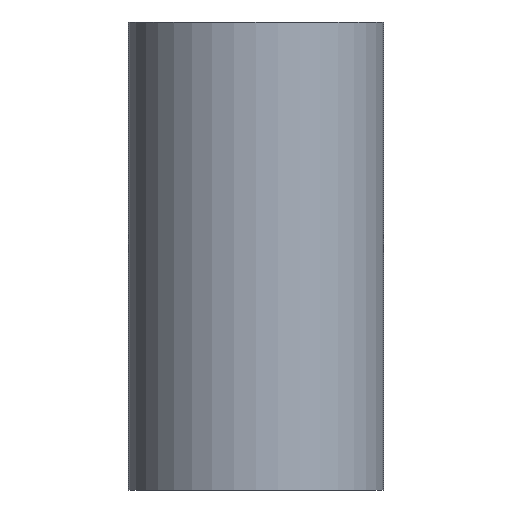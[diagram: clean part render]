
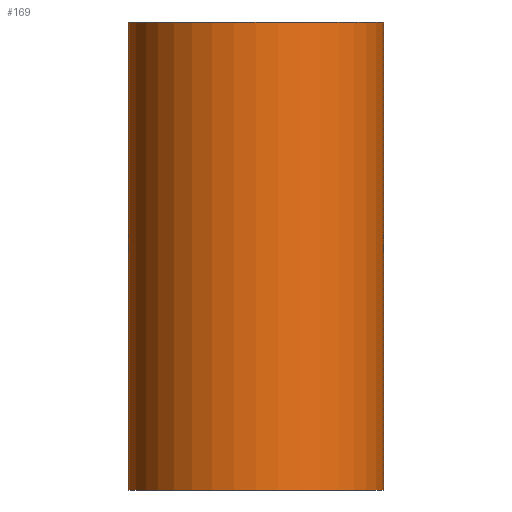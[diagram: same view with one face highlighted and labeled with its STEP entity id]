
A CAD part, left-side view. The second image highlights one B-rep face of the part: STEP entity #169.
In plain terms, the highlighted cylindrical face has radius 66.5 mm (diameter 133 mm), a full revolution.
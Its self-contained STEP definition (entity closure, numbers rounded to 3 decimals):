
#22=FACE_BOUND($,#58,.T.);
#23=FACE_BOUND($,#59,.T.);
#38=B_SPLINE_CURVE_WITH_KNOTS($,3,(#343,#344,#345,#346,#347,#348,#349,#350,
#351,#352,#353,#354,#355,#356,#357,#358,#359,#360),.UNSPECIFIED.,.F.,.F.,
(4,2,2,2,2,2,2,2,4),(17.709,18.836,19.964,
21.091,22.218,23.305,24.391,25.477,
26.564),.UNSPECIFIED.);
#39=B_SPLINE_CURVE_WITH_KNOTS($,3,(#362,#363,#364,#365,#366,#367,#368,#369,
#370,#371,#372,#373,#374,#375,#376,#377,#378,#379),.UNSPECIFIED.,.F.,.F.,
(4,2,2,2,2,2,2,2,4),(-17.709,-16.582,-15.454,
-14.327,-13.2,-12.114,-11.027,
-9.941,-8.855),.UNSPECIFIED.);
#40=B_SPLINE_CURVE_WITH_KNOTS($,3,(#381,#382,#383,#384,#385,#386,#387,#388,
#389,#390,#391,#392,#393,#394,#395,#396,#397,#398),.UNSPECIFIED.,.F.,.F.,
(4,2,2,2,2,2,2,2,4),(26.564,27.65,28.736,
29.823,30.909,32.036,33.164,34.291,
35.418),.UNSPECIFIED.);
#41=B_SPLINE_CURVE_WITH_KNOTS($,3,(#399,#400,#401,#402,#403,#404,#405,#406,
#407,#408,#409,#410,#411,#412,#413,#414,#415,#416),.UNSPECIFIED.,.F.,.F.,
(4,2,2,2,2,2,2,2,4),(-8.855,-7.768,-6.682,
-5.596,-4.509,-3.382,-2.255,
-1.127,0.),.UNSPECIFIED.);
#44=FACE_OUTER_BOUND($,#57,.T.);
#57=EDGE_LOOP($,(#131));
#58=EDGE_LOOP($,(#132));
#59=EDGE_LOOP($,(#133,#134,#135,#136));
#83=CIRCLE($,#189,66.5);
#84=CIRCLE($,#190,66.5);
#96=VERTEX_POINT($,#337);
#97=VERTEX_POINT($,#339);
#98=VERTEX_POINT($,#341);
#99=VERTEX_POINT($,#342);
#100=VERTEX_POINT($,#361);
#101=VERTEX_POINT($,#380);
#113=EDGE_CURVE($,#96,#96,#83,.T.);
#114=EDGE_CURVE($,#97,#97,#84,.T.);
#115=EDGE_CURVE($,#98,#99,#38,.T.);
#116=EDGE_CURVE($,#98,#100,#39,.T.);
#117=EDGE_CURVE($,#100,#101,#40,.T.);
#118=EDGE_CURVE($,#99,#101,#41,.T.);
#131=ORIENTED_EDGE($,*,*,#113,.F.);
#132=ORIENTED_EDGE($,*,*,#114,.T.);
#133=ORIENTED_EDGE($,*,*,#115,.F.);
#134=ORIENTED_EDGE($,*,*,#116,.T.);
#135=ORIENTED_EDGE($,*,*,#117,.T.);
#136=ORIENTED_EDGE($,*,*,#118,.F.);
#162=CYLINDRICAL_SURFACE($,#188,66.5);
#169=ADVANCED_FACE($,(#44,#22,#23),#162,.T.);
#188=AXIS2_PLACEMENT_3D($,#336,#220,#221);
#189=AXIS2_PLACEMENT_3D($,#338,#222,#223);
#190=AXIS2_PLACEMENT_3D($,#340,#224,#225);
#220=DIRECTION('center_axis',(0.,0.,1.));
#221=DIRECTION('ref_axis',(1.,0.,0.));
#222=DIRECTION('center_axis',(0.,0.,1.));
#223=DIRECTION('ref_axis',(1.,0.,0.));
#224=DIRECTION('center_axis',(0.,0.,1.));
#225=DIRECTION('ref_axis',(1.,0.,0.));
#336=CARTESIAN_POINT('Origin',(0.,0.,0.));
#337=CARTESIAN_POINT('',(-66.5,0.,244.));
#338=CARTESIAN_POINT('Origin',(0.,0.,244.));
#339=CARTESIAN_POINT('',(66.5,0.,0.));
#340=CARTESIAN_POINT('Origin',(0.,0.,0.));
#341=CARTESIAN_POINT('',(38.105,-54.5,122.));
#342=CARTESIAN_POINT('',(66.5,0.,67.5));
#343=CARTESIAN_POINT('Ctrl Pts',(38.105,-54.5,122.));
#344=CARTESIAN_POINT('Ctrl Pts',(38.105,-54.5,118.242));
#345=CARTESIAN_POINT('Ctrl Pts',(38.676,-54.11,114.54));
#346=CARTESIAN_POINT('Ctrl Pts',(40.666,-52.632,107.389));
#347=CARTESIAN_POINT('Ctrl Pts',(42.073,-51.543,103.935));
#348=CARTESIAN_POINT('Ctrl Pts',(45.279,-48.75,97.375));
#349=CARTESIAN_POINT('Ctrl Pts',(47.076,-47.044,94.265));
#350=CARTESIAN_POINT('Ctrl Pts',(50.69,-43.126,88.495));
#351=CARTESIAN_POINT('Ctrl Pts',(52.507,-40.911,85.837));
#352=CARTESIAN_POINT('Ctrl Pts',(55.822,-36.25,81.175));
#353=CARTESIAN_POINT('Ctrl Pts',(57.453,-33.644,78.983));
#354=CARTESIAN_POINT('Ctrl Pts',(60.456,-27.889,75.047));
#355=CARTESIAN_POINT('Ctrl Pts',(61.828,-24.739,73.303));
#356=CARTESIAN_POINT('Ctrl Pts',(64.097,-18.063,70.452));
#357=CARTESIAN_POINT('Ctrl Pts',(64.997,-14.529,69.343));
#358=CARTESIAN_POINT('Ctrl Pts',(66.198,-7.308,67.867));
#359=CARTESIAN_POINT('Ctrl Pts',(66.5,-3.621,67.5));
#360=CARTESIAN_POINT('Ctrl Pts',(66.5,0.,67.5));
#361=CARTESIAN_POINT('',(66.5,0.,176.5));
#362=CARTESIAN_POINT('Ctrl Pts',(38.105,-54.5,122.));
#363=CARTESIAN_POINT('Ctrl Pts',(38.105,-54.5,125.758));
#364=CARTESIAN_POINT('Ctrl Pts',(38.676,-54.11,129.46));
#365=CARTESIAN_POINT('Ctrl Pts',(40.666,-52.632,136.611));
#366=CARTESIAN_POINT('Ctrl Pts',(42.073,-51.543,140.065));
#367=CARTESIAN_POINT('Ctrl Pts',(45.279,-48.75,146.625));
#368=CARTESIAN_POINT('Ctrl Pts',(47.076,-47.044,149.735));
#369=CARTESIAN_POINT('Ctrl Pts',(50.69,-43.126,155.505));
#370=CARTESIAN_POINT('Ctrl Pts',(52.507,-40.911,158.163));
#371=CARTESIAN_POINT('Ctrl Pts',(55.822,-36.25,162.825));
#372=CARTESIAN_POINT('Ctrl Pts',(57.453,-33.644,165.017));
#373=CARTESIAN_POINT('Ctrl Pts',(60.456,-27.889,168.953));
#374=CARTESIAN_POINT('Ctrl Pts',(61.828,-24.739,170.697));
#375=CARTESIAN_POINT('Ctrl Pts',(64.097,-18.063,173.548));
#376=CARTESIAN_POINT('Ctrl Pts',(64.997,-14.529,174.657));
#377=CARTESIAN_POINT('Ctrl Pts',(66.198,-7.308,176.133));
#378=CARTESIAN_POINT('Ctrl Pts',(66.5,-3.621,176.5));
#379=CARTESIAN_POINT('Ctrl Pts',(66.5,0.,176.5));
#380=CARTESIAN_POINT('',(38.105,54.5,122.));
#381=CARTESIAN_POINT('Ctrl Pts',(66.5,0.,176.5));
#382=CARTESIAN_POINT('Ctrl Pts',(66.5,3.621,176.5));
#383=CARTESIAN_POINT('Ctrl Pts',(66.198,7.308,176.133));
#384=CARTESIAN_POINT('Ctrl Pts',(64.997,14.529,174.657));
#385=CARTESIAN_POINT('Ctrl Pts',(64.097,18.063,173.548));
#386=CARTESIAN_POINT('Ctrl Pts',(61.828,24.739,170.697));
#387=CARTESIAN_POINT('Ctrl Pts',(60.456,27.889,168.953));
#388=CARTESIAN_POINT('Ctrl Pts',(57.453,33.644,165.017));
#389=CARTESIAN_POINT('Ctrl Pts',(55.822,36.25,162.825));
#390=CARTESIAN_POINT('Ctrl Pts',(52.507,40.911,158.163));
#391=CARTESIAN_POINT('Ctrl Pts',(50.69,43.126,155.505));
#392=CARTESIAN_POINT('Ctrl Pts',(47.076,47.044,149.735));
#393=CARTESIAN_POINT('Ctrl Pts',(45.279,48.75,146.625));
#394=CARTESIAN_POINT('Ctrl Pts',(42.073,51.543,140.065));
#395=CARTESIAN_POINT('Ctrl Pts',(40.666,52.632,136.611));
#396=CARTESIAN_POINT('Ctrl Pts',(38.676,54.11,129.46));
#397=CARTESIAN_POINT('Ctrl Pts',(38.105,54.5,125.758));
#398=CARTESIAN_POINT('Ctrl Pts',(38.105,54.5,122.));
#399=CARTESIAN_POINT('Ctrl Pts',(66.5,0.,67.5));
#400=CARTESIAN_POINT('Ctrl Pts',(66.5,3.621,67.5));
#401=CARTESIAN_POINT('Ctrl Pts',(66.198,7.308,67.867));
#402=CARTESIAN_POINT('Ctrl Pts',(64.997,14.529,69.343));
#403=CARTESIAN_POINT('Ctrl Pts',(64.097,18.063,70.452));
#404=CARTESIAN_POINT('Ctrl Pts',(61.828,24.739,73.303));
#405=CARTESIAN_POINT('Ctrl Pts',(60.456,27.889,75.047));
#406=CARTESIAN_POINT('Ctrl Pts',(57.453,33.644,78.983));
#407=CARTESIAN_POINT('Ctrl Pts',(55.822,36.25,81.175));
#408=CARTESIAN_POINT('Ctrl Pts',(52.507,40.911,85.837));
#409=CARTESIAN_POINT('Ctrl Pts',(50.69,43.126,88.495));
#410=CARTESIAN_POINT('Ctrl Pts',(47.076,47.044,94.265));
#411=CARTESIAN_POINT('Ctrl Pts',(45.279,48.75,97.375));
#412=CARTESIAN_POINT('Ctrl Pts',(42.073,51.543,103.935));
#413=CARTESIAN_POINT('Ctrl Pts',(40.666,52.632,107.389));
#414=CARTESIAN_POINT('Ctrl Pts',(38.676,54.11,114.54));
#415=CARTESIAN_POINT('Ctrl Pts',(38.105,54.5,118.242));
#416=CARTESIAN_POINT('Ctrl Pts',(38.105,54.5,122.));
